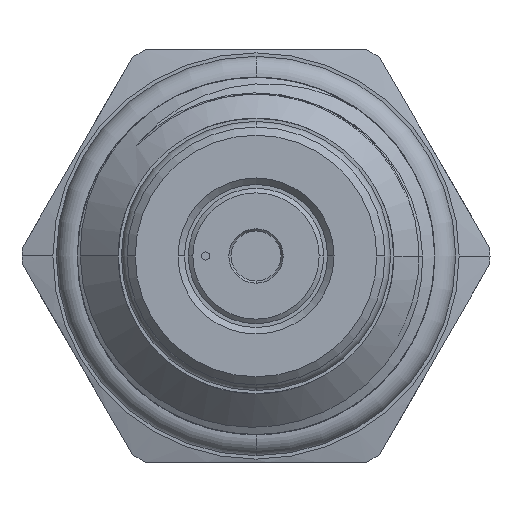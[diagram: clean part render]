
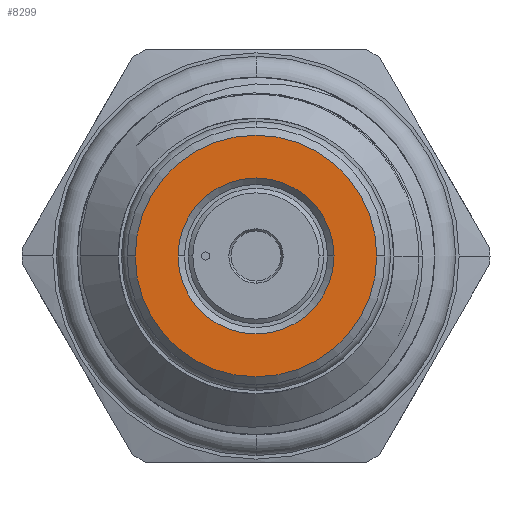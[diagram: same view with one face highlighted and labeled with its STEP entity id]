
A CAD part, left-side view. The second image highlights one B-rep face of the part: STEP entity #8299.
In plain terms, the highlighted planar face has unit normal (-1, 0, 0).
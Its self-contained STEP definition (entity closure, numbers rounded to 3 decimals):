
#336 = ORIENTED_EDGE ( 'NONE', *, *, #4744, .T. ) ;
#383 = DIRECTION ( 'NONE',  ( -1., 0., 0. ) ) ;
#990 = CIRCLE ( 'NONE', #9702, 4.8 ) ;
#1152 = FACE_BOUND ( 'NONE', #5706, .T. ) ;
#1333 = DIRECTION ( 'NONE',  ( 0., 1., 0. ) ) ;
#1421 = CARTESIAN_POINT ( 'NONE',  ( -70.8, 4.8, 0. ) ) ;
#1534 = EDGE_CURVE ( 'NONE', #4668, #8035, #8374, .T. ) ;
#1784 = EDGE_CURVE ( 'NONE', #4332, #5640, #8499, .T. ) ;
#1813 = ORIENTED_EDGE ( 'NONE', *, *, #1784, .T. ) ;
#1870 = CIRCLE ( 'NONE', #4197, 7.435 ) ;
#1942 = DIRECTION ( 'NONE',  ( 1., 0., 0. ) ) ;
#1991 = DIRECTION ( 'NONE',  ( 0., 1., 0. ) ) ;
#2091 = ORIENTED_EDGE ( 'NONE', *, *, #9934, .T. ) ;
#2200 = CARTESIAN_POINT ( 'NONE',  ( -70.8, 0., 0. ) ) ;
#2661 = DIRECTION ( 'NONE',  ( 0., 1., 0. ) ) ;
#2710 = DIRECTION ( 'NONE',  ( 1., 0., 0. ) ) ;
#2817 = CARTESIAN_POINT ( 'NONE',  ( -70.8, 0., 0. ) ) ;
#3142 = CARTESIAN_POINT ( 'NONE',  ( -70.8, -7.435, 0. ) ) ;
#3182 = AXIS2_PLACEMENT_3D ( 'NONE', #9393, #6917, #2661 ) ;
#3338 = CARTESIAN_POINT ( 'NONE',  ( -70.8, 7.435, 0. ) ) ;
#3727 = CARTESIAN_POINT ( 'NONE',  ( -70.8, 0., 0. ) ) ;
#4197 = AXIS2_PLACEMENT_3D ( 'NONE', #2200, #8300, #1333 ) ;
#4202 = CARTESIAN_POINT ( 'NONE',  ( -70.8, -4.8, 0. ) ) ;
#4225 = ORIENTED_EDGE ( 'NONE', *, *, #1534, .T. ) ;
#4332 = VERTEX_POINT ( 'NONE', #4202 ) ;
#4668 = VERTEX_POINT ( 'NONE', #3338 ) ;
#4744 = EDGE_CURVE ( 'NONE', #8035, #4668, #1870, .T. ) ;
#5111 = EDGE_LOOP ( 'NONE', ( #336, #4225 ) ) ;
#5640 = VERTEX_POINT ( 'NONE', #1421 ) ;
#5706 = EDGE_LOOP ( 'NONE', ( #2091, #1813 ) ) ;
#6280 = FACE_OUTER_BOUND ( 'NONE', #5111, .T. ) ;
#6917 = DIRECTION ( 'NONE',  ( -1., 0., 0. ) ) ;
#7158 = CARTESIAN_POINT ( 'NONE',  ( -70.8, 0., 0. ) ) ;
#8035 = VERTEX_POINT ( 'NONE', #3142 ) ;
#8299 = ADVANCED_FACE ( 'NONE', ( #1152, #6280 ), #9505, .T. ) ;
#8300 = DIRECTION ( 'NONE',  ( -1., 0., 0. ) ) ;
#8374 = CIRCLE ( 'NONE', #10562, 7.435 ) ;
#8499 = CIRCLE ( 'NONE', #9052, 4.8 ) ;
#9052 = AXIS2_PLACEMENT_3D ( 'NONE', #7158, #2710, #1991 ) ;
#9393 = CARTESIAN_POINT ( 'NONE',  ( -70.8, 0., 0. ) ) ;
#9505 = PLANE ( 'NONE',  #3182 ) ;
#9702 = AXIS2_PLACEMENT_3D ( 'NONE', #2817, #1942, #9732 ) ;
#9732 = DIRECTION ( 'NONE',  ( 0., 1., 0. ) ) ;
#9790 = DIRECTION ( 'NONE',  ( 0., 1., 0. ) ) ;
#9934 = EDGE_CURVE ( 'NONE', #5640, #4332, #990, .T. ) ;
#10562 = AXIS2_PLACEMENT_3D ( 'NONE', #3727, #383, #9790 ) ;
